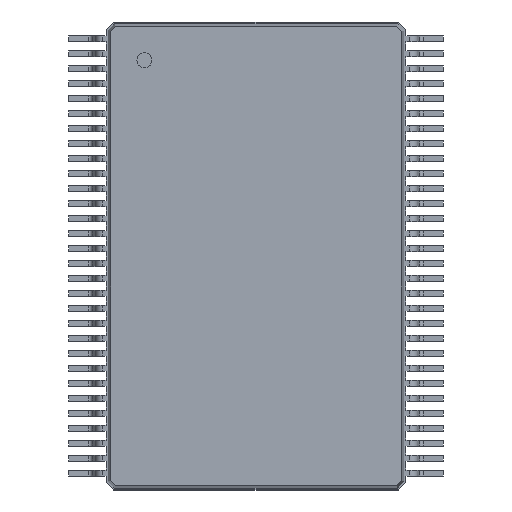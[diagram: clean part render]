
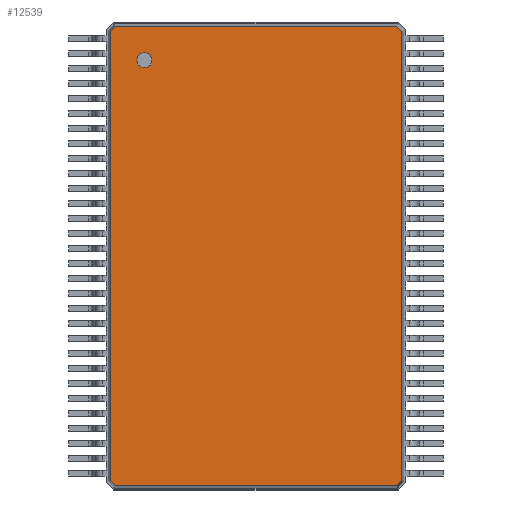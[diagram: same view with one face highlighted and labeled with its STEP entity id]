
A CAD part, top view. The second image highlights one B-rep face of the part: STEP entity #12539.
In plain terms, the highlighted planar face has unit normal (0, 0, 1).
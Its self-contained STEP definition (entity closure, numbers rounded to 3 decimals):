
#27=VECTOR('',#28,1.);
#28=DIRECTION('',(1.,0.,0.));
#51=VECTOR('',#52,1.);
#52=DIRECTION('',(0.707,-0.707,0.));
#58=VECTOR('',#59,1.);
#59=DIRECTION('',(0.,-1.,0.));
#65=VECTOR('',#66,1.);
#66=DIRECTION('',(-0.707,-0.707,0.));
#72=VECTOR('',#73,1.);
#73=DIRECTION('',(-1.,0.,0.));
#79=VECTOR('',#80,1.);
#80=DIRECTION('',(-0.707,0.707,0.));
#86=VECTOR('',#87,1.);
#87=DIRECTION('',(0.,1.,0.));
#91=VECTOR('',#92,1.);
#92=DIRECTION('',(0.707,0.707,0.));
#95=DIRECTION('',(0.,0.,-1.));
#3444=VERTEX_POINT('',#3445);
#3445=CARTESIAN_POINT('',(-3.879,5.989,1.2));
#3448=EDGE_CURVE('',#3449,#3444,#3451,.T.);
#3449=VERTEX_POINT('',#3450);
#3450=CARTESIAN_POINT('',(-3.879,-5.989,1.2));
#3451=LINE('',#3450,#86);
#3462=VERTEX_POINT('',#3463);
#3463=CARTESIAN_POINT('',(-3.739,6.129,1.2));
#3466=EDGE_CURVE('',#3444,#3462,#3467,.T.);
#3467=LINE('',#3445,#91);
#3476=VERTEX_POINT('',#3477);
#3477=CARTESIAN_POINT('',(3.739,6.129,1.2));
#3480=EDGE_CURVE('',#3462,#3476,#3481,.T.);
#3481=LINE('',#3463,#27);
#3490=VERTEX_POINT('',#3491);
#3491=CARTESIAN_POINT('',(3.879,5.989,1.2));
#3494=EDGE_CURVE('',#3476,#3490,#3495,.T.);
#3495=LINE('',#3477,#51);
#3744=VERTEX_POINT('',#3745);
#3745=CARTESIAN_POINT('',(3.879,-5.989,1.2));
#3748=EDGE_CURVE('',#3490,#3744,#3749,.T.);
#3749=LINE('',#3491,#58);
#12539=ADVANCED_FACE('',(#12540,#12560),#12570,.F.);
#12540=FACE_BOUND('',#12541,.F.);
#12541=EDGE_LOOP('',(#12542,#12543,#12544,#12545,#12550,#12555,#12558,#12559));
#12542=ORIENTED_EDGE('',*,*,#3480,.T.);
#12543=ORIENTED_EDGE('',*,*,#3494,.T.);
#12544=ORIENTED_EDGE('',*,*,#3748,.T.);
#12545=ORIENTED_EDGE('',*,*,#12546,.T.);
#12546=EDGE_CURVE('',#3744,#12547,#12549,.T.);
#12547=VERTEX_POINT('',#12548);
#12548=CARTESIAN_POINT('',(3.739,-6.129,1.2));
#12549=LINE('',#3745,#65);
#12550=ORIENTED_EDGE('',*,*,#12551,.T.);
#12551=EDGE_CURVE('',#12547,#12552,#12554,.T.);
#12552=VERTEX_POINT('',#12553);
#12553=CARTESIAN_POINT('',(-3.739,-6.129,1.2));
#12554=LINE('',#12548,#72);
#12555=ORIENTED_EDGE('',*,*,#12556,.T.);
#12556=EDGE_CURVE('',#12552,#3449,#12557,.T.);
#12557=LINE('',#12553,#79);
#12558=ORIENTED_EDGE('',*,*,#3448,.T.);
#12559=ORIENTED_EDGE('',*,*,#3466,.T.);
#12560=FACE_BOUND('',#12561,.F.);
#12561=EDGE_LOOP('',(#12562));
#12562=ORIENTED_EDGE('',*,*,#12563,.F.);
#12563=EDGE_CURVE('',#12564,#12564,#12566,.T.);
#12564=VERTEX_POINT('',#12565);
#12565=CARTESIAN_POINT('',(-2.979,5.029,1.2));
#12566=CIRCLE('',#12567,0.2);
#12567=AXIS2_PLACEMENT_3D('',#12568,#12569,#59);
#12568=CARTESIAN_POINT('',(-2.979,5.229,1.2));
#12569=DIRECTION('',(0.,-0.,-1.));
#12570=PLANE('',#12571);
#12571=AXIS2_PLACEMENT_3D('',#3463,#95,#12572);
#12572=DIRECTION('',(0.521,-0.854,0.));
